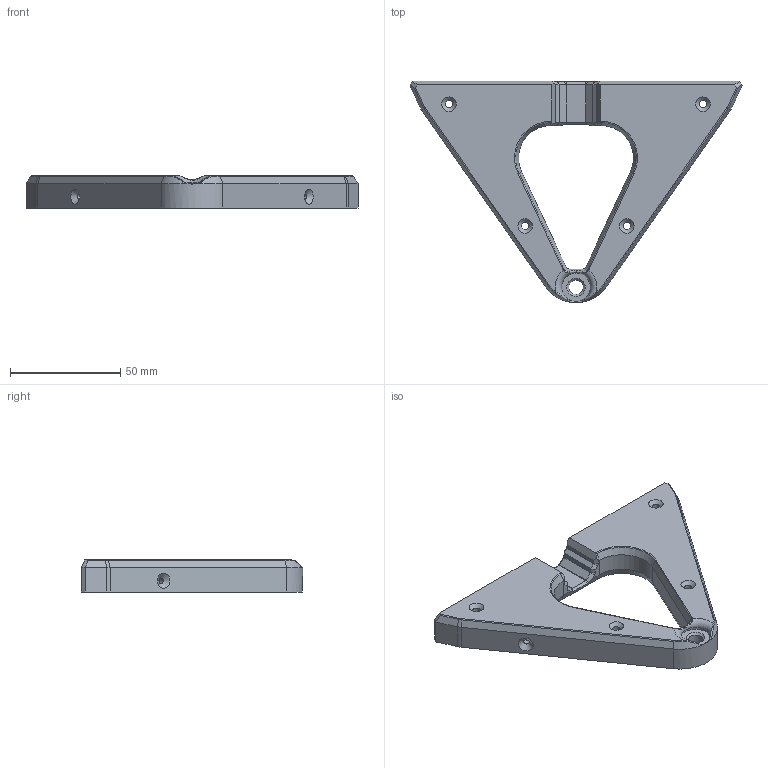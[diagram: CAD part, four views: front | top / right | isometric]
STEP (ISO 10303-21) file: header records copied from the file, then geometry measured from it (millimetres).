
FILE_DESCRIPTION(/* description */ (''),/* implementation_level */ '2;1');
FILE_NAME(/* name */ 'BED_HOLDER_MAIN_V01.step',/* time_stamp */ '2023-01-19T22:28:24+01:00',/* author */ (''),/* organization */ (''),/* preprocessor_version */ 'ST-DEVELOPER v19.2',/* originating_system */ 'Autodesk Translation Framework v11.17.0.187',/* authorisation */ '');
FILE_SCHEMA (('AUTOMOTIVE_DESIGN { 1 0 10303 214 3 1 1 }'));
Length unit declared in the file: millimetre
Products named in the file (1): BED_HOLDER_MAIN_V01_PR
Bounding box: 150.34 x 100.19 x 14.5 mm (x, y, z)
Volume: 67990.8 mm3; surface area: 25004.3 mm2
Topology: 1 solids, 1 shells, 182 faces, 459 edges, 280 vertices
Faces by surface type: plane 78, cone 40, cylinder 37, bspline 18, torus 9
Full cylindrical faces by diameter (mm): 2.5 x4, 3.4 x4, 4.2 x2, 6.5 x1
Entity records: 7952 total; most frequent: CARTESIAN_POINT 3559, ORIENTED_EDGE 914, DIRECTION 900, EDGE_CURVE 457, AXIS2_PLACEMENT_3D 315, VERTEX_POINT 280, LINE 270, VECTOR 270
